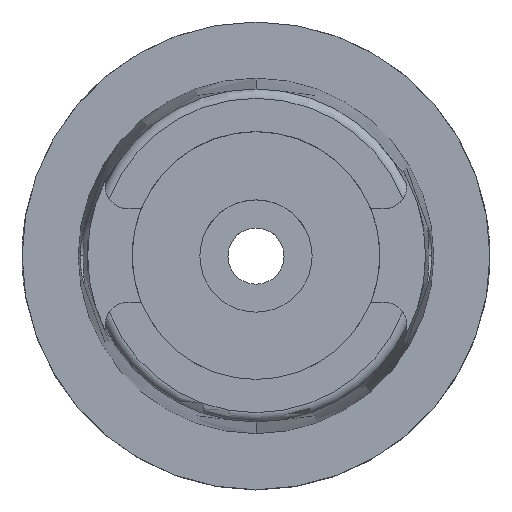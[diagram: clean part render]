
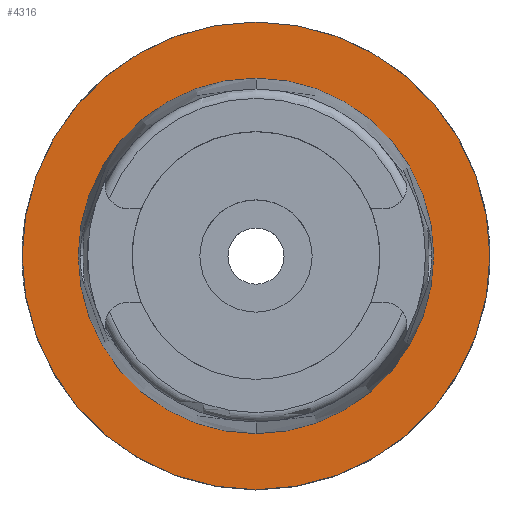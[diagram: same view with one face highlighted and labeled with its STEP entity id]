
A CAD part, top view. The second image highlights one B-rep face of the part: STEP entity #4316.
In plain terms, the highlighted planar face has unit normal (0, 0, 1).
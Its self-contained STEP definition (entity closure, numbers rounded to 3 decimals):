
#2032=CARTESIAN_POINT('',(0.,0.,0.));
#2033=DIRECTION('',(0.,0.,-1.));
#2034=DIRECTION('',(0.,-1.,0.));
#2035=AXIS2_PLACEMENT_3D('',#2032,#2033,#2034);
#2040=CARTESIAN_POINT('',(0.,0.,0.));
#2041=DIRECTION('',(0.,0.,-1.));
#2042=DIRECTION('',(0.,1.,0.));
#2043=AXIS2_PLACEMENT_3D('',#2040,#2041,#2042);
#2048=CARTESIAN_POINT('',(0.,0.,0.));
#2049=DIRECTION('',(0.,0.,1.));
#2050=DIRECTION('',(0.,-1.,0.));
#2051=AXIS2_PLACEMENT_3D('',#2048,#2049,#2050);
#2056=CARTESIAN_POINT('',(0.,0.,0.));
#2057=DIRECTION('',(0.,0.,1.));
#2058=DIRECTION('',(0.,1.,0.));
#2059=AXIS2_PLACEMENT_3D('',#2056,#2057,#2058);
#2520=CARTESIAN_POINT('',(0.,-38.,0.));
#2521=VERTEX_POINT('',#2520);
#2522=CARTESIAN_POINT('',(0.,38.,0.));
#2523=VERTEX_POINT('',#2522);
#2785=CARTESIAN_POINT('',(0.,50.,0.));
#2786=VERTEX_POINT('',#2785);
#2787=CARTESIAN_POINT('',(0.,-50.,0.));
#2788=VERTEX_POINT('',#2787);
#4303=CARTESIAN_POINT('',(0.,0.,0.));
#4304=DIRECTION('',(0.,0.,-1.));
#4305=DIRECTION('',(0.,-1.,0.));
#4306=AXIS2_PLACEMENT_3D('',#4303,#4304,#4305);
#4307=PLANE('',#4306);
#4308=ORIENTED_EDGE('',*,*,#4068,.T.);
#4309=ORIENTED_EDGE('',*,*,#4177,.T.);
#4310=EDGE_LOOP('',(#4308,#4309));
#4311=FACE_OUTER_BOUND('',#4310,.F.);
#4312=ORIENTED_EDGE('',*,*,#3044,.T.);
#4313=ORIENTED_EDGE('',*,*,#3015,.T.);
#4314=EDGE_LOOP('',(#4312,#4313));
#4315=FACE_BOUND('',#4314,.F.);
#2036=CIRCLE('',#2035,50.);
#2044=CIRCLE('',#2043,50.);
#2052=CIRCLE('',#2051,38.);
#2060=CIRCLE('',#2059,38.);
#3015=EDGE_CURVE('',#2523,#2521,#2060,.T.);
#3044=EDGE_CURVE('',#2521,#2523,#2052,.T.);
#4068=EDGE_CURVE('',#2788,#2786,#2036,.T.);
#4177=EDGE_CURVE('',#2786,#2788,#2044,.T.);
#4316=ADVANCED_FACE('',(#4311,#4315),#4307,.F.);
